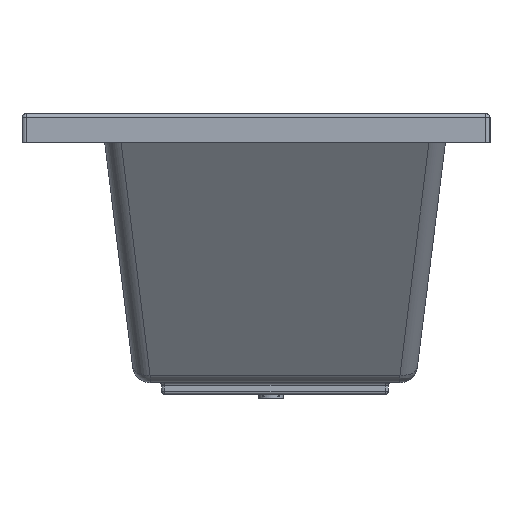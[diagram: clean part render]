
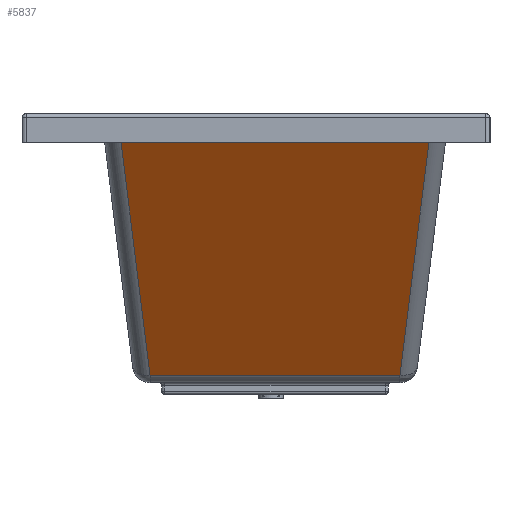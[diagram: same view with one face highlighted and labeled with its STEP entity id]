
A CAD part, left-side view. The second image highlights one B-rep face of the part: STEP entity #5837.
In plain terms, the highlighted face is planar.
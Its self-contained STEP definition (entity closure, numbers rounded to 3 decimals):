
#3748=CARTESIAN_POINT('',(520.982,-1604.193,-50.0));
#3749=VERTEX_POINT('',#3748);
#3773=CARTESIAN_POINT('',(-5.356,-1604.193,-50.0));
#3774=VERTEX_POINT('',#3773);
#3781=CARTESIAN_POINT('',(520.982,-1604.193,-50.0));
#3782=DIRECTION('',(-1.0,0.0,0.0));
#3783=VECTOR('',#3782,526.339);
#3784=LINE('',#3781,#3783);
#3785=EDGE_CURVE('',#3749,#3774,#3784,.T.);
#5538=CARTESIAN_POINT('',(471.329,-1325.706,-447.222));
#5539=VERTEX_POINT('',#5538);
#5547=CARTESIAN_POINT('',(44.296,-1325.706,-447.222));
#5548=VERTEX_POINT('',#5547);
#5549=CARTESIAN_POINT('',(471.329,-1325.706,-447.222));
#5550=DIRECTION('',(-1.0,0.0,0.0));
#5551=VECTOR('',#5550,427.033);
#5552=LINE('',#5549,#5551);
#5553=EDGE_CURVE('',#5539,#5548,#5552,.T.);
#5798=CARTESIAN_POINT('',(44.296,-1325.706,-447.222));
#5799=DIRECTION('',(-0.102,-0.571,0.815));
#5800=VECTOR('',#5799,487.653);
#5801=LINE('',#5798,#5800);
#5802=EDGE_CURVE('',#5548,#3774,#5801,.T.);
#5817=CARTESIAN_POINT('',(520.982,-1604.193,-50.0));
#5818=DIRECTION('',(-0.102,0.571,-0.815));
#5819=VECTOR('',#5818,487.653);
#5820=LINE('',#5817,#5819);
#5821=EDGE_CURVE('',#3749,#5539,#5820,.T.);
#5826=CARTESIAN_POINT('',(497.813,-1316.748,-460.0));
#5827=DIRECTION('',(0.0,0.819,0.574));
#5828=DIRECTION('',(1.0,0.0,0.0));
#5829=AXIS2_PLACEMENT_3D('',#5826,#5827,#5828);
#5830=PLANE('',#5829);
#5831=ORIENTED_EDGE('',*,*,#5553,.F.);
#5832=ORIENTED_EDGE('',*,*,#5821,.F.);
#5833=ORIENTED_EDGE('',*,*,#3785,.T.);
#5834=ORIENTED_EDGE('',*,*,#5802,.F.);
#5835=EDGE_LOOP('',(#5831,#5832,#5833,#5834));
#5836=FACE_OUTER_BOUND('',#5835,.T.);
#5837=ADVANCED_FACE('',(#5836),#5830,.F.);
